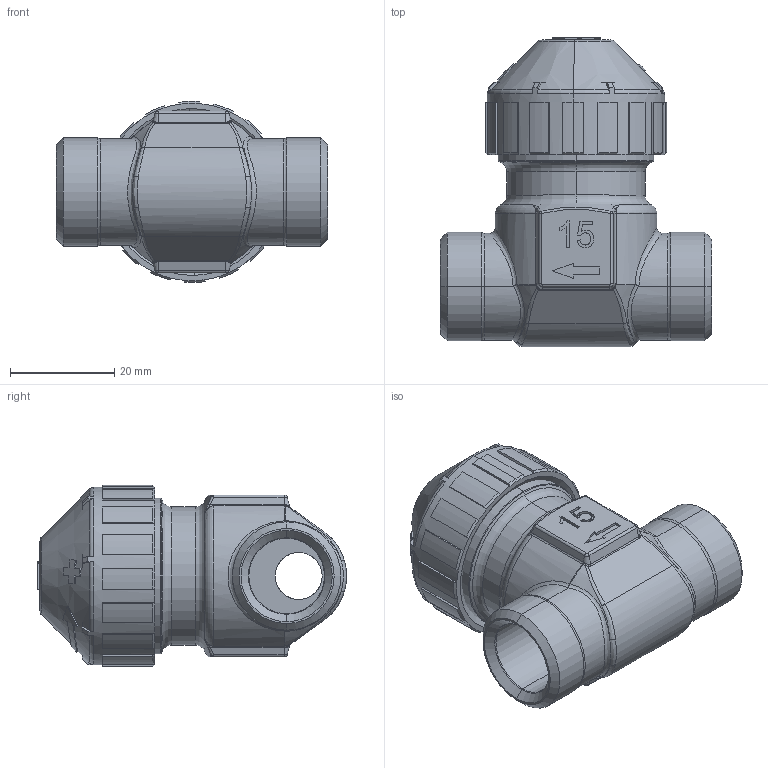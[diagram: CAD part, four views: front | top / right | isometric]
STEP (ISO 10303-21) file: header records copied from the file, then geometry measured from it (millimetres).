
FILE_DESCRIPTION (( 'STEP AP214' ), '1' );
FILE_NAME ('213112.STEP', '2019-04-15T08:27:14', ( 'Windows User' ), ( 'Watts Water' ), 'SwSTEP 2.0', 'SolidWorks 2017', '' );
FILE_SCHEMA (( 'AUTOMOTIVE_DESIGN' ));
Length unit declared in the file: millimetre
Products named in the file (1): 213112
Bounding box: 52 x 59.29 x 34.75 mm (x, y, z)
Surface area: 9875.9 mm2 (no closed solid volume)
Topology: 0 solids, 2 shells, 371 faces, 999 edges, 630 vertices
Faces by surface type: plane 147, bspline 80, cylinder 63, cone 46, torus 31, sphere 4
Entity records: 18957 total; most frequent: CARTESIAN_POINT 6257, ORIENTED_EDGE 1929, DIRECTION 1586, EDGE_CURVE 995, VERTEX_POINT 630, AXIS2_PLACEMENT_3D 586, LINE 414, VECTOR 414
